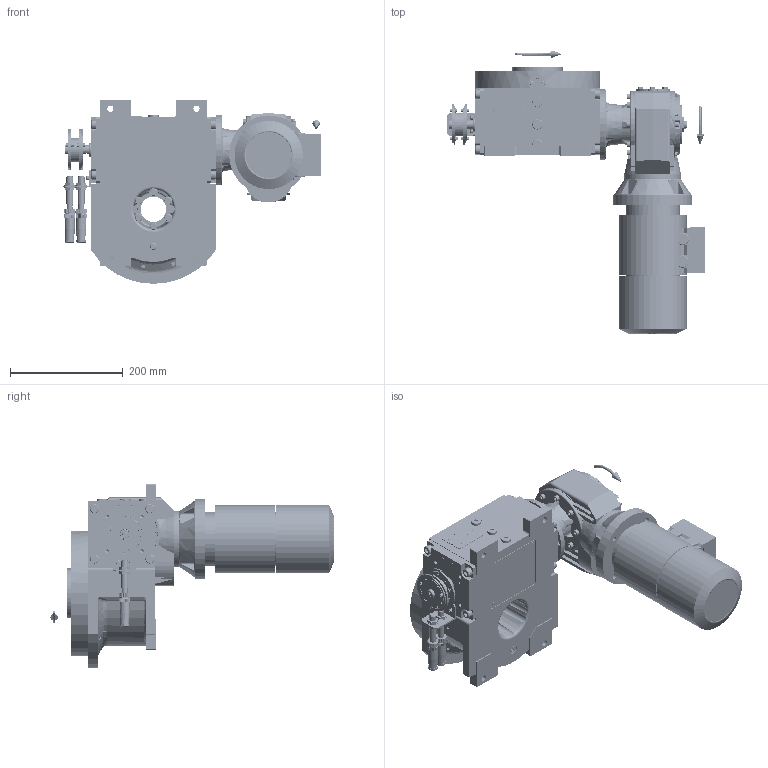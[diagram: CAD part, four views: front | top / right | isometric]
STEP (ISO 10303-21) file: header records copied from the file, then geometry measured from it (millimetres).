
FILE_DESCRIPTION (( 'STEP AP203' ), '1' );
FILE_NAME ('PC5201732.step', '2025-12-05T12:47:26', ( '' ), ( '' ), 'SwSTEP 2.0', 'SolidWorks 2020', '' );
FILE_SCHEMA (( 'CONFIG_CONTROL_DESIGN' ));
Length unit declared in the file: millimetre
Products named in the file (91): AS_900_00_00_005; rig06_071_06_m_asm.stp; cfn2000_01_103; rig06_003_6; AS_900_38_30_003; AS_900_38_10_028; cfn2158_01_010; cfn2000_01_126; CBF50_F1_LCB_DX_63B5; cfn2000_01_124; cfn2070_05_005; cfn2400_04_024; CFN2203_02_001^rig06_071_06_m_asm(2)_rig06_071_06_m_asm.stp; AS_rig06_016; cfn2155_01_056; cfn2115_02_194; CFN2010_02_002^rig06_071_06_m_asm(2)_rig06_071_06_m_asm.stp; cfn2155_01_303; cfn2115_02_165; CFN2010_01_012^rig06_071_06_m_asm(2)_rig06_071_06_m_asm.stp; AS_cfn2400_04_024; AS_cfn2476_01_002_60x46; CFN2000_01_185^RIG06_005_ASM_rig06_071_06_m_asm(2)_rig06_071_06_m_asm.stp; rig06_004_s_001; 900_00_00_005; cfn2128_19_002; AS_rig06_002_bl_001; olio_agip_blasia_150; AS_rig06_004; cfn2128_04_004; cfn2107_01_001; freccia_angolare; AS_rig06_017; cfn2151_01_290; cfn2276_01_074; cfn2476_01_002_60x46; BM63B5; cfn2055_01_002; cfn2151_01_090; RIG06_021_AF0^RIG06_005_ASM_rig06_071_06_m_asm(2)_rig06_071_06_m_asm.stp ...
Assembly tree (87 placements, depth 5):
  cfn2158_01_010
  CFN2203_02_001^rig06_071_06_m_asm(2)_rig06_071_06_m_asm.stp
  cfn2115_02_165
  CFN2010_01_012^rig06_071_06_m_asm(2)_rig06_071_06_m_asm.stp
  olio_agip_blasia_150
Bounding box: 458.5 x 501.49 x 325 mm (x, y, z)
Volume: 7197220.9 mm3; surface area: 1220403.6 mm2
Topology: 75 solids, 82 shells, 5813 faces, 14774 edges, 9362 vertices
Faces by surface type: plane 2650, cylinder 1944, cone 1047, torus 160, bspline 6, sphere 6
Entity records: 160744 total; most frequent: CARTESIAN_POINT 39673, DIRECTION 23470, ORIENTED_EDGE 23096, EDGE_CURVE 11548, AXIS2_PLACEMENT_3D 8626, VERTEX_POINT 7408, VECTOR 6218, LINE 6218
